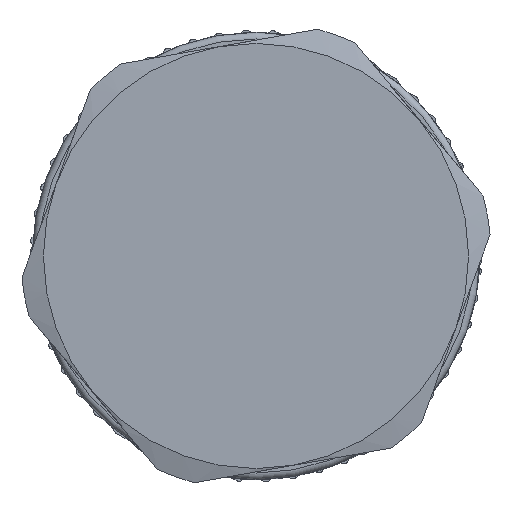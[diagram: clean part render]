
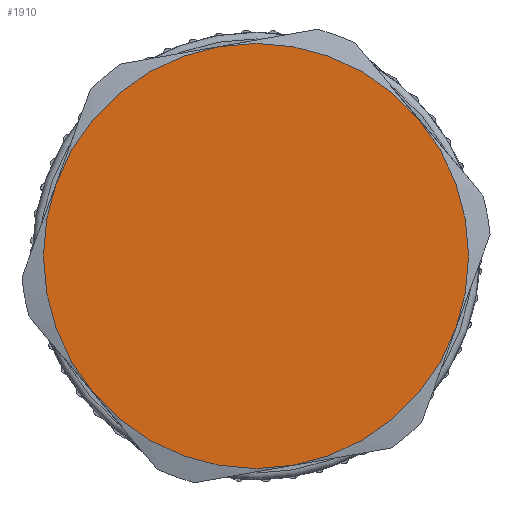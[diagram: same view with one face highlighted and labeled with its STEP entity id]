
A CAD part, left-side view. The second image highlights one B-rep face of the part: STEP entity #1910.
In plain terms, the highlighted planar face has unit normal (-1, 0, 0).
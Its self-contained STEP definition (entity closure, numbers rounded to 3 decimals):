
#1266=CIRCLE('',#13033,9.5);
#1267=CIRCLE('',#13034,9.5);
#1268=CIRCLE('',#13035,9.5);
#1269=CIRCLE('',#13036,9.5);
#1270=CIRCLE('',#13037,9.5);
#1271=CIRCLE('',#13038,9.5);
#1910=ADVANCED_FACE('',(#2882),#2292,.T.);
#2292=PLANE('',#13039);
#2882=FACE_OUTER_BOUND('',#3562,.T.);
#3562=EDGE_LOOP('',(#7050,#7051,#7052,#7053,#7054,#7055));
#7050=ORIENTED_EDGE('',*,*,#10102,.T.);
#7051=ORIENTED_EDGE('',*,*,#10103,.T.);
#7052=ORIENTED_EDGE('',*,*,#10104,.T.);
#7053=ORIENTED_EDGE('',*,*,#10105,.T.);
#7054=ORIENTED_EDGE('',*,*,#10106,.T.);
#7055=ORIENTED_EDGE('',*,*,#10107,.T.);
#8335=VERTEX_POINT('',#22215);
#8336=VERTEX_POINT('',#22216);
#8337=VERTEX_POINT('',#22218);
#8338=VERTEX_POINT('',#22220);
#8339=VERTEX_POINT('',#22222);
#8340=VERTEX_POINT('',#22224);
#10102=EDGE_CURVE('',#8335,#8336,#1266,.T.);
#10103=EDGE_CURVE('',#8336,#8337,#1267,.T.);
#10104=EDGE_CURVE('',#8337,#8338,#1268,.T.);
#10105=EDGE_CURVE('',#8338,#8339,#1269,.T.);
#10106=EDGE_CURVE('',#8339,#8340,#1270,.T.);
#10107=EDGE_CURVE('',#8340,#8335,#1271,.T.);
#13033=AXIS2_PLACEMENT_3D('',#22214,#16056,#16057);
#13034=AXIS2_PLACEMENT_3D('',#22217,#16058,#16059);
#13035=AXIS2_PLACEMENT_3D('',#22219,#16060,#16061);
#13036=AXIS2_PLACEMENT_3D('',#22221,#16062,#16063);
#13037=AXIS2_PLACEMENT_3D('',#22223,#16064,#16065);
#13038=AXIS2_PLACEMENT_3D('',#22225,#16066,#16067);
#13039=AXIS2_PLACEMENT_3D('',#22226,#16068,#16069);
#16056=DIRECTION('',(-1.,0.,0.));
#16057=DIRECTION('',(0.,-0.342,0.94));
#16058=DIRECTION('',(-1.,0.,0.));
#16059=DIRECTION('',(0.,-0.342,0.94));
#16060=DIRECTION('',(-1.,0.,0.));
#16061=DIRECTION('',(0.,-0.342,0.94));
#16062=DIRECTION('',(-1.,0.,0.));
#16063=DIRECTION('',(0.,-0.342,0.94));
#16064=DIRECTION('',(-1.,0.,0.));
#16065=DIRECTION('',(0.,-0.342,0.94));
#16066=DIRECTION('',(-1.,0.,0.));
#16067=DIRECTION('',(0.,-0.342,0.94));
#16068=DIRECTION('',(-1.,0.,0.));
#16069=DIRECTION('',(0.,0.342,-0.94));
#22214=CARTESIAN_POINT('',(-38.,0.,0.));
#22215=CARTESIAN_POINT('',(-38.,-1.65,-9.356));
#22216=CARTESIAN_POINT('',(-38.,-8.927,-3.249));
#22217=CARTESIAN_POINT('',(-38.,0.,0.));
#22218=CARTESIAN_POINT('',(-38.,-7.277,6.106));
#22219=CARTESIAN_POINT('',(-38.,0.,0.));
#22220=CARTESIAN_POINT('',(-38.,1.65,9.356));
#22221=CARTESIAN_POINT('',(-38.,0.,0.));
#22222=CARTESIAN_POINT('',(-38.,8.927,3.249));
#22223=CARTESIAN_POINT('',(-38.,0.,0.));
#22224=CARTESIAN_POINT('',(-38.,7.277,-6.106));
#22225=CARTESIAN_POINT('',(-38.,0.,0.));
#22226=CARTESIAN_POINT('',(-38.,0.,0.));
